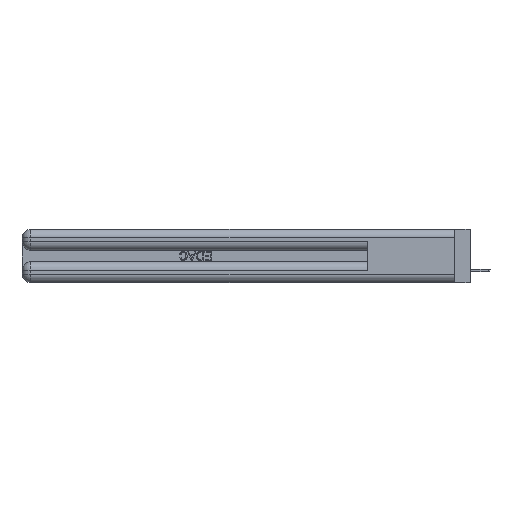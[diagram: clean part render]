
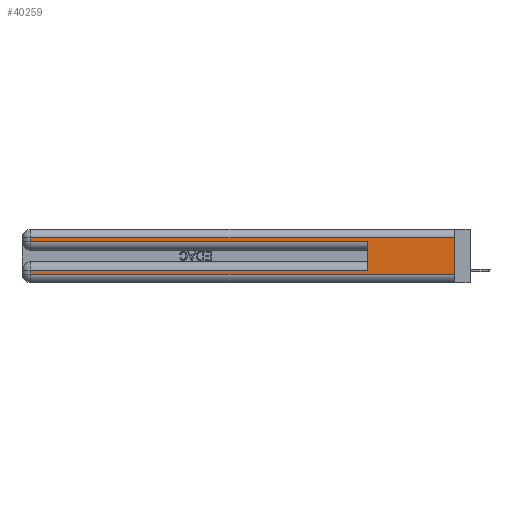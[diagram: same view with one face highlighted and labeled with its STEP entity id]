
A CAD part, left-side view. The second image highlights one B-rep face of the part: STEP entity #40259.
In plain terms, the highlighted planar face has unit normal (-1, 0, 0).
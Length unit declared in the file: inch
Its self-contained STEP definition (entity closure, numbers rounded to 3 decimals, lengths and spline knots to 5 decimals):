
#355 = VERTEX_POINT ( 'NONE', #40831 ) ;
#1112 = DIRECTION ( 'NONE',  ( 0., -1., 0. ) ) ;
#1787 = VECTOR ( 'NONE', #3422, 39.37008 ) ;
#1953 = ORIENTED_EDGE ( 'NONE', *, *, #11418, .T. ) ;
#3422 = DIRECTION ( 'NONE',  ( 0., 0., -1. ) ) ;
#4822 = CARTESIAN_POINT ( 'NONE',  ( 0., 0., 0.085 ) ) ;
#6071 = VERTEX_POINT ( 'NONE', #19884 ) ;
#6351 = CARTESIAN_POINT ( 'NONE',  ( 0., 0., 0.31 ) ) ;
#6768 = ORIENTED_EDGE ( 'NONE', *, *, #32286, .T. ) ;
#7594 = DIRECTION ( 'NONE',  ( 0., 0., -1. ) ) ;
#7997 = CARTESIAN_POINT ( 'NONE',  ( 0., 0., 0.06 ) ) ;
#8833 = CARTESIAN_POINT ( 'NONE',  ( 0., 2.94, 0.37 ) ) ;
#9196 = EDGE_CURVE ( 'NONE', #10382, #24618, #36858, .T. ) ;
#9710 = EDGE_CURVE ( 'NONE', #31109, #20847, #32665, .T. ) ;
#9795 = EDGE_CURVE ( 'NONE', #10382, #19221, #13619, .T. ) ;
#10382 = VERTEX_POINT ( 'NONE', #37828 ) ;
#10825 = ORIENTED_EDGE ( 'NONE', *, *, #9196, .F. ) ;
#11084 = EDGE_CURVE ( 'NONE', #20847, #24618, #30359, .T. ) ;
#11418 = EDGE_CURVE ( 'NONE', #355, #31109, #24288, .T. ) ;
#12787 = CARTESIAN_POINT ( 'NONE',  ( 0., 2.94, 0.37 ) ) ;
#13619 = LINE ( 'NONE', #6351, #30463 ) ;
#16034 = CARTESIAN_POINT ( 'NONE',  ( 0., 2.94, 0.06 ) ) ;
#17531 = DIRECTION ( 'NONE',  ( 0., 0., -1. ) ) ;
#17831 = CARTESIAN_POINT ( 'NONE',  ( 0., 0., 0.37 ) ) ;
#17950 = CARTESIAN_POINT ( 'NONE',  ( 0., 0., 0.37 ) ) ;
#19221 = VERTEX_POINT ( 'NONE', #35730 ) ;
#19449 = ORIENTED_EDGE ( 'NONE', *, *, #26203, .F. ) ;
#19884 = CARTESIAN_POINT ( 'NONE',  ( 0., 0.6, 0.285 ) ) ;
#20772 = DIRECTION ( 'NONE',  ( 0., -1., 0. ) ) ;
#20847 = VERTEX_POINT ( 'NONE', #16034 ) ;
#21526 = ORIENTED_EDGE ( 'NONE', *, *, #9795, .T. ) ;
#21839 = CARTESIAN_POINT ( 'NONE',  ( 0., 2.94, 0.085 ) ) ;
#23112 = CARTESIAN_POINT ( 'NONE',  ( 0., 0., 0.285 ) ) ;
#24288 = LINE ( 'NONE', #4822, #33179 ) ;
#24463 = EDGE_LOOP ( 'NONE', ( #10825, #21526, #6768, #36935, #19449, #1953, #30732, #34690 ) ) ;
#24618 = VERTEX_POINT ( 'NONE', #33832 ) ;
#24936 = EDGE_CURVE ( 'NONE', #31845, #6071, #26230, .T. ) ;
#24976 = DIRECTION ( 'NONE',  ( 0., 0., -1. ) ) ;
#25286 = VECTOR ( 'NONE', #33793, 39.37008 ) ;
#26203 = EDGE_CURVE ( 'NONE', #355, #6071, #30227, .T. ) ;
#26230 = LINE ( 'NONE', #23112, #40561 ) ;
#26581 = DIRECTION ( 'NONE',  ( 0., 1., 0. ) ) ;
#26602 = VECTOR ( 'NONE', #24976, 39.37008 ) ;
#27146 = FACE_OUTER_BOUND ( 'NONE', #24463, .T. ) ;
#28557 = VECTOR ( 'NONE', #20772, 39.37008 ) ;
#30227 = LINE ( 'NONE', #40686, #25286 ) ;
#30359 = LINE ( 'NONE', #7997, #28557 ) ;
#30463 = VECTOR ( 'NONE', #31840, 39.37008 ) ;
#30732 = ORIENTED_EDGE ( 'NONE', *, *, #9710, .T. ) ;
#31109 = VERTEX_POINT ( 'NONE', #21839 ) ;
#31457 = CARTESIAN_POINT ( 'NONE',  ( 0., 2.94, 0.285 ) ) ;
#31840 = DIRECTION ( 'NONE',  ( 0., 1., 0. ) ) ;
#31845 = VERTEX_POINT ( 'NONE', #31457 ) ;
#32280 = AXIS2_PLACEMENT_3D ( 'NONE', #17950, #39678, #17531 ) ;
#32286 = EDGE_CURVE ( 'NONE', #19221, #31845, #34780, .T. ) ;
#32462 = VECTOR ( 'NONE', #7594, 39.37008 ) ;
#32665 = LINE ( 'NONE', #12787, #1787 ) ;
#33179 = VECTOR ( 'NONE', #26581, 39.37008 ) ;
#33793 = DIRECTION ( 'NONE',  ( 0., 0., 1. ) ) ;
#33832 = CARTESIAN_POINT ( 'NONE',  ( 0., 0., 0.06 ) ) ;
#33837 = PLANE ( 'NONE',  #32280 ) ;
#34690 = ORIENTED_EDGE ( 'NONE', *, *, #11084, .T. ) ;
#34780 = LINE ( 'NONE', #8833, #26602 ) ;
#35730 = CARTESIAN_POINT ( 'NONE',  ( 0., 2.94, 0.31 ) ) ;
#36858 = LINE ( 'NONE', #17831, #32462 ) ;
#36935 = ORIENTED_EDGE ( 'NONE', *, *, #24936, .T. ) ;
#37828 = CARTESIAN_POINT ( 'NONE',  ( 0., 0., 0.31 ) ) ;
#39678 = DIRECTION ( 'NONE',  ( 1., 0., 0. ) ) ;
#40259 = ADVANCED_FACE ( 'NONE', ( #27146 ), #33837, .F. ) ;
#40561 = VECTOR ( 'NONE', #1112, 39.37008 ) ;
#40686 = CARTESIAN_POINT ( 'NONE',  ( 0., 0.6, 0.145 ) ) ;
#40831 = CARTESIAN_POINT ( 'NONE',  ( 0., 0.6, 0.085 ) ) ;
